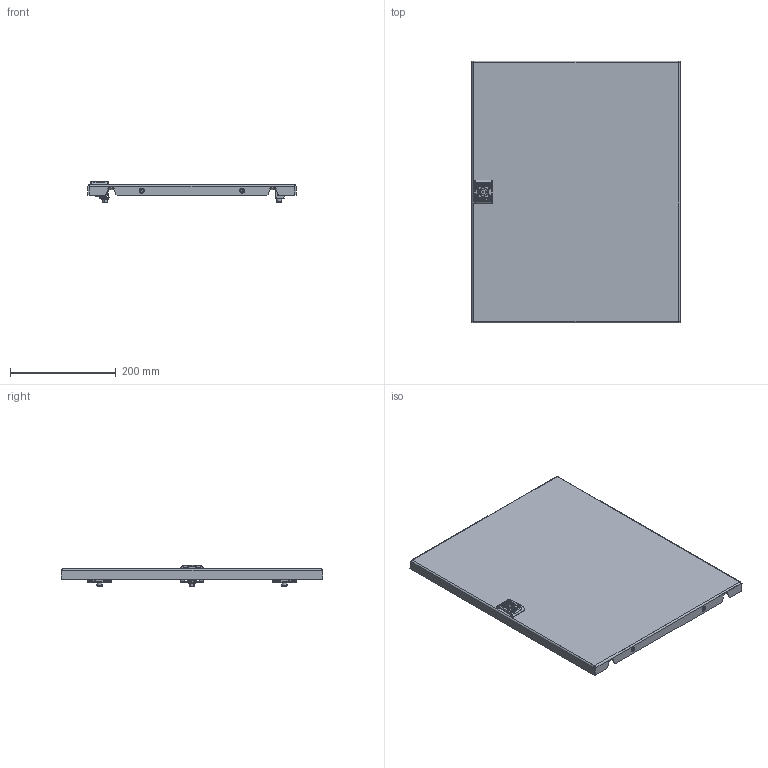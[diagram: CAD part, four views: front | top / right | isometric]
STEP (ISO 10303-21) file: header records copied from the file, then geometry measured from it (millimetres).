
FILE_DESCRIPTION (( 'STEP AP203' ), '1' );
FILE_NAME ('R5CPME4500.00.step', '2013-11-12T13:35:55', ( 'User' ), ( 'DKC' ), 'SwSTEP 2.0', 'SolidWorks 2012', '' );
FILE_SCHEMA (( 'CONFIG_CONTROL_DESIGN' ));
Length unit declared in the file: millimetre
Products named in the file (23): R5CPME4500.00; A3300002; AC00C344_AC00C344; AC00C234; BOX06; A0200057; AC00C235; AC00C356_AC00c356(A7100031); AC00C348_�� 㬮�砭��; A7100032_A7100032; AC00C443; AC00C503; A5100167; AC00C265; A0200018; AC00C579; AC00C112; Guarnizione CPME_Guarnizione CPME 400x500; QE02T199G; AC00C266; AC00C061_AC00C061; A5100043_A5100043; QE02C199_Piegato
Assembly tree (31 placements, depth 3):
  R5CPME4500.00
    QE02T199G
      QE02C199_Piegato
      A5100043_A5100043
      AC00C061_AC00C061
      AC00C266  x2
    Guarnizione CPME_Guarnizione CPME 400x500
    AC00C112  x4
    AC00C579  x2
    A0200018  x2
    AC00C265  x2
    A5100167  x2
    BOX06
      AC00C503
      AC00C443
      A7100032_A7100032
      AC00C348_�� 㬮�砭��
      AC00C356_AC00c356(A7100031)
      AC00C235
      A0200057
    AC00C234
    A0200057
    AC00C344_AC00C344
    A3300002
Bounding box: 394 x 496 x 39.92 mm (x, y, z)
Volume: 616382.3 mm3; surface area: 548850.5 mm2
Topology: 31 solids, 31 shells, 1363 faces, 3370 edges, 2097 vertices
Faces by surface type: plane 561, cylinder 427, cone 171, bspline 136, torus 60, sphere 8
Entity records: 34166 total; most frequent: CARTESIAN_POINT 7547, ORIENTED_EDGE 5072, DIRECTION 4843, EDGE_CURVE 2536, AXIS2_PLACEMENT_3D 1703, VERTEX_POINT 1595, VECTOR 1437, LINE 1437
